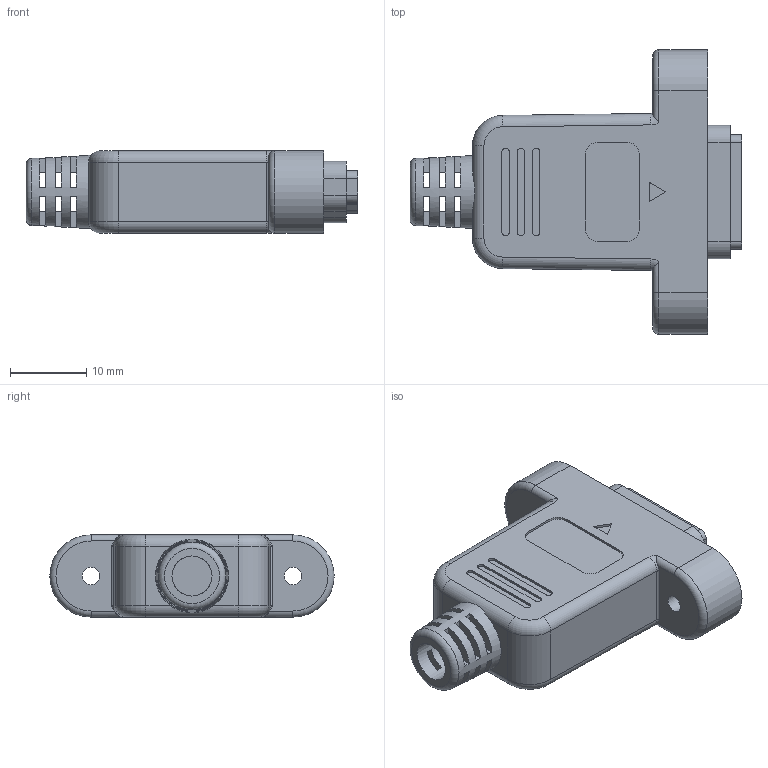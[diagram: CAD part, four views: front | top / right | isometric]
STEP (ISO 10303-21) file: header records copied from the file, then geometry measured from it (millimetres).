
FILE_DESCRIPTION(('STEP AP214'),'1');
FILE_NAME('HDMI_F_chassis.stp','2016-04-08T08:57:56',(' '),(' '),'Spatial InterOp 3D',' ',' ');
FILE_SCHEMA(('automotive_design'));
Length unit declared in the file: millimetre
Products named in the file (7): Connector; Mold; Shell; Pins; HDMI_F_chassis; Overmold
Assembly tree (7 placements, depth 3):
  HDMI_F_chassis
    Connector
      Mold
      Shell
      Pins
    Overmold
    (unnamed)  x2
Bounding box: 43.54 x 37.3 x 10.8 mm (x, y, z)
Volume: 8563.7 mm3; surface area: 5110.8 mm2
Topology: 24 solids, 24 shells, 532 faces, 1371 edges, 903 vertices
Faces by surface type: plane 385, cylinder 133, torus 11, cone 3
Full cylindrical faces by diameter (mm): 2.3 x2, 2.4 x2, 4 x4, 5.25 x1
Entity records: 20516 total; most frequent: CARTESIAN_POINT 3164, ORIENTED_EDGE 2682, DIRECTION 2634, EDGE_CURVE 1341, LINE 972, VECTOR 972, VERTEX_POINT 889, AXIS2_PLACEMENT_3D 831
